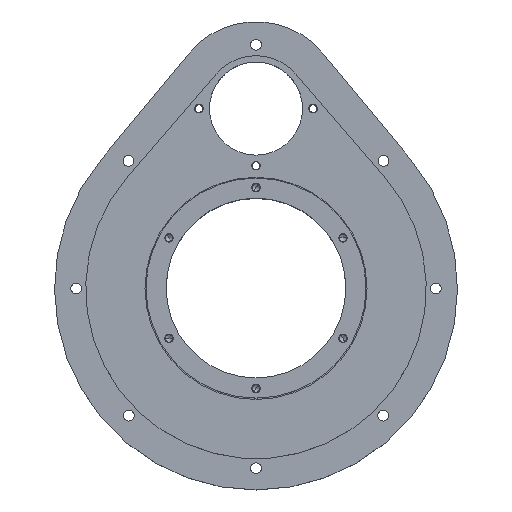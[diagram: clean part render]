
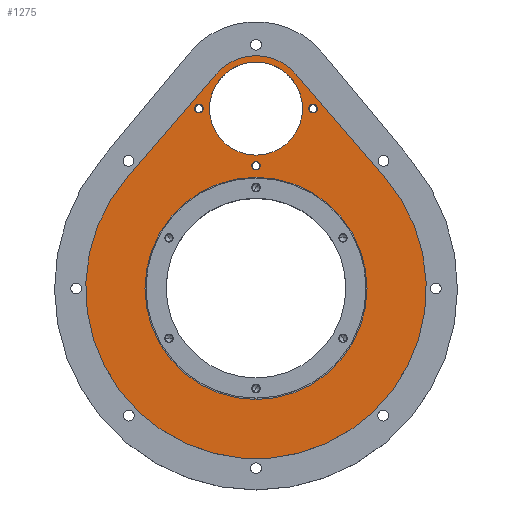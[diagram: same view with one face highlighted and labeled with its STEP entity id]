
A CAD part, top view. The second image highlights one B-rep face of the part: STEP entity #1275.
In plain terms, the highlighted planar face has unit normal (0, 0, 1).
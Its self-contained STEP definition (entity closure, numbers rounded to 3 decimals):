
#300=CARTESIAN_POINT('',(0.,0.,0.));
#301=DIRECTION('',(0.,0.,-1.));
#302=DIRECTION('',(0.757,0.653,0.));
#303=AXIS2_PLACEMENT_3D('',#300,#301,#302);
#305=DIRECTION('',(0.653,0.757,0.));
#306=VECTOR('',#305,64.38);
#307=CARTESIAN_POINT('',(-60.971,52.562,0.));
#308=LINE('',#307,#306);
#309=CARTESIAN_POINT('',(0.,85.,0.));
#310=DIRECTION('',(0.,0.,-1.));
#311=DIRECTION('',(-0.757,0.653,0.));
#312=AXIS2_PLACEMENT_3D('',#309,#310,#311);
#314=DIRECTION('',(0.653,-0.757,0.));
#315=VECTOR('',#314,64.38);
#316=CARTESIAN_POINT('',(18.935,101.324,0.));
#317=LINE('',#316,#315);
#318=CARTESIAN_POINT('',(0.,85.,0.));
#319=DIRECTION('',(0.,0.,1.));
#320=DIRECTION('',(1.,0.,0.));
#321=AXIS2_PLACEMENT_3D('',#318,#319,#320);
#323=CARTESIAN_POINT('',(0.,85.,0.));
#324=DIRECTION('',(0.,0.,1.));
#325=DIRECTION('',(-1.,0.,0.));
#326=AXIS2_PLACEMENT_3D('',#323,#324,#325);
#328=CARTESIAN_POINT('',(27.,85.,0.));
#329=DIRECTION('',(0.,0.,1.));
#330=DIRECTION('',(-1.,0.,0.));
#331=AXIS2_PLACEMENT_3D('',#328,#329,#330);
#333=CARTESIAN_POINT('',(27.,85.,0.));
#334=DIRECTION('',(0.,0.,1.));
#335=DIRECTION('',(1.,0.,0.));
#336=AXIS2_PLACEMENT_3D('',#333,#334,#335);
#338=CARTESIAN_POINT('',(0.,58.,0.));
#339=DIRECTION('',(0.,0.,1.));
#340=DIRECTION('',(0.,1.,0.));
#341=AXIS2_PLACEMENT_3D('',#338,#339,#340);
#343=CARTESIAN_POINT('',(0.,58.,0.));
#344=DIRECTION('',(0.,0.,1.));
#345=DIRECTION('',(0.,-1.,0.));
#346=AXIS2_PLACEMENT_3D('',#343,#344,#345);
#348=CARTESIAN_POINT('',(-27.,85.,0.));
#349=DIRECTION('',(0.,0.,1.));
#350=DIRECTION('',(1.,0.,0.));
#351=AXIS2_PLACEMENT_3D('',#348,#349,#350);
#353=CARTESIAN_POINT('',(-27.,85.,0.));
#354=DIRECTION('',(0.,0.,1.));
#355=DIRECTION('',(-1.,0.,0.));
#356=AXIS2_PLACEMENT_3D('',#353,#354,#355);
#358=CARTESIAN_POINT('',(0.,0.,0.));
#359=DIRECTION('',(0.,0.,-1.));
#360=DIRECTION('',(1.,0.,0.));
#361=AXIS2_PLACEMENT_3D('',#358,#359,#360);
#363=CARTESIAN_POINT('',(0.,0.,0.));
#364=DIRECTION('',(0.,0.,-1.));
#365=DIRECTION('',(-1.,0.,0.));
#366=AXIS2_PLACEMENT_3D('',#363,#364,#365);
#729=CARTESIAN_POINT('',(60.971,52.562,0.));
#730=CARTESIAN_POINT('',(-60.971,52.562,0.));
#731=VERTEX_POINT('',#729);
#732=VERTEX_POINT('',#730);
#733=CARTESIAN_POINT('',(-18.935,101.324,0.));
#734=VERTEX_POINT('',#733);
#735=CARTESIAN_POINT('',(18.935,101.324,0.));
#736=VERTEX_POINT('',#735);
#837=CARTESIAN_POINT('',(22.,85.,0.));
#838=CARTESIAN_POINT('',(-22.,85.,0.));
#839=VERTEX_POINT('',#837);
#840=VERTEX_POINT('',#838);
#849=CARTESIAN_POINT('',(25.2,85.,0.));
#850=CARTESIAN_POINT('',(28.8,85.,0.));
#851=VERTEX_POINT('',#849);
#852=VERTEX_POINT('',#850);
#861=CARTESIAN_POINT('',(0.,59.8,0.));
#862=CARTESIAN_POINT('',(0.,56.2,0.));
#863=VERTEX_POINT('',#861);
#864=VERTEX_POINT('',#862);
#869=CARTESIAN_POINT('',(-25.2,85.,0.));
#870=CARTESIAN_POINT('',(-28.8,85.,0.));
#871=VERTEX_POINT('',#869);
#872=VERTEX_POINT('',#870);
#885=CARTESIAN_POINT('',(52.5,0.,0.));
#886=CARTESIAN_POINT('',(-52.5,0.,0.));
#887=VERTEX_POINT('',#885);
#888=VERTEX_POINT('',#886);
#1231=CARTESIAN_POINT('',(0.,0.,0.));
#1232=DIRECTION('',(0.,0.,-1.));
#1233=DIRECTION('',(-1.,0.,0.));
#1234=AXIS2_PLACEMENT_3D('',#1231,#1232,#1233);
#1235=PLANE('',#1234);
#1237=ORIENTED_EDGE('',*,*,#1236,.T.);
#1239=ORIENTED_EDGE('',*,*,#1238,.T.);
#1241=ORIENTED_EDGE('',*,*,#1240,.T.);
#1243=ORIENTED_EDGE('',*,*,#1242,.T.);
#1244=EDGE_LOOP('',(#1237,#1239,#1241,#1243));
#1245=FACE_OUTER_BOUND('',#1244,.F.);
#1247=ORIENTED_EDGE('',*,*,#1246,.T.);
#1249=ORIENTED_EDGE('',*,*,#1248,.T.);
#1250=EDGE_LOOP('',(#1247,#1249));
#1251=FACE_BOUND('',#1250,.F.);
#1253=ORIENTED_EDGE('',*,*,#1252,.T.);
#1255=ORIENTED_EDGE('',*,*,#1254,.T.);
#1256=EDGE_LOOP('',(#1253,#1255));
#1257=FACE_BOUND('',#1256,.F.);
#1258=ORIENTED_EDGE('',*,*,#1221,.T.);
#1260=ORIENTED_EDGE('',*,*,#1259,.T.);
#1261=EDGE_LOOP('',(#1258,#1260));
#1262=FACE_BOUND('',#1261,.F.);
#1264=ORIENTED_EDGE('',*,*,#1263,.T.);
#1266=ORIENTED_EDGE('',*,*,#1265,.T.);
#1267=EDGE_LOOP('',(#1264,#1266));
#1268=FACE_BOUND('',#1267,.F.);
#1270=ORIENTED_EDGE('',*,*,#1269,.F.);
#1272=ORIENTED_EDGE('',*,*,#1271,.F.);
#1273=EDGE_LOOP('',(#1270,#1272));
#1274=FACE_BOUND('',#1273,.F.);
#1275=ADVANCED_FACE('',(#1245,#1251,#1257,#1262,#1268,#1274),#1235,.F.);
#304=CIRCLE('',#303,80.5);
#313=CIRCLE('',#312,25.);
#322=CIRCLE('',#321,22.);
#327=CIRCLE('',#326,22.);
#332=CIRCLE('',#331,1.8);
#337=CIRCLE('',#336,1.8);
#342=CIRCLE('',#341,1.8);
#347=CIRCLE('',#346,1.8);
#352=CIRCLE('',#351,1.8);
#357=CIRCLE('',#356,1.8);
#362=CIRCLE('',#361,52.5);
#367=CIRCLE('',#366,52.5);
#1221=EDGE_CURVE('',#863,#864,#342,.T.);
#1236=EDGE_CURVE('',#731,#732,#304,.T.);
#1238=EDGE_CURVE('',#732,#734,#308,.T.);
#1240=EDGE_CURVE('',#734,#736,#313,.T.);
#1242=EDGE_CURVE('',#736,#731,#317,.T.);
#1246=EDGE_CURVE('',#839,#840,#322,.T.);
#1248=EDGE_CURVE('',#840,#839,#327,.T.);
#1252=EDGE_CURVE('',#851,#852,#332,.T.);
#1254=EDGE_CURVE('',#852,#851,#337,.T.);
#1259=EDGE_CURVE('',#864,#863,#347,.T.);
#1263=EDGE_CURVE('',#871,#872,#352,.T.);
#1265=EDGE_CURVE('',#872,#871,#357,.T.);
#1269=EDGE_CURVE('',#887,#888,#362,.T.);
#1271=EDGE_CURVE('',#888,#887,#367,.T.);
